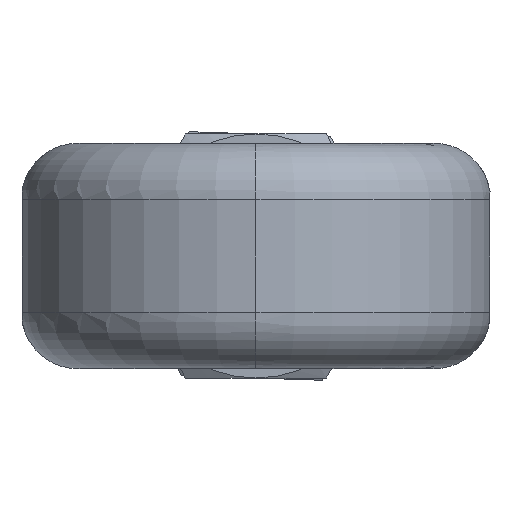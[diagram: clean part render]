
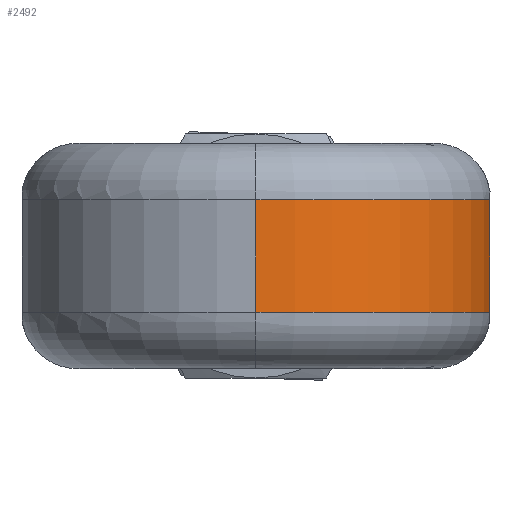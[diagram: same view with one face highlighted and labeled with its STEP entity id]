
A CAD part, left-side view. The second image highlights one B-rep face of the part: STEP entity #2492.
In plain terms, the highlighted cylindrical face has radius 12.5 mm (diameter 25 mm), a partial arc.
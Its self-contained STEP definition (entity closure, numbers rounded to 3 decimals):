
#116 = DIRECTION ( 'NONE',  ( 1., 0., 0. ) ) ;
#280 = AXIS2_PLACEMENT_3D ( 'NONE', #5636, #7376, #8777 ) ;
#909 = CARTESIAN_POINT ( 'NONE',  ( 9.845, -7.703, 2.004 ) ) ;
#1012 = ORIENTED_EDGE ( 'NONE', *, *, #4620, .T. ) ;
#1226 = CARTESIAN_POINT ( 'NONE',  ( -12.5, 0., 6. ) ) ;
#2340 = CARTESIAN_POINT ( 'NONE',  ( 9.926, -7.597, -3. ) ) ;
#2360 = EDGE_CURVE ( 'NONE', #3522, #9476, #2722, .T. ) ;
#2492 = ADVANCED_FACE ( 'NONE', ( #2510 ), #8047, .T. ) ;
#2506 = ORIENTED_EDGE ( 'NONE', *, *, #8251, .T. ) ;
#2510 = FACE_OUTER_BOUND ( 'NONE', #9990, .T. ) ;
#2574 = CARTESIAN_POINT ( 'NONE',  ( -12.5, 0., -3. ) ) ;
#2722 = CIRCLE ( 'NONE', #5848, 12.5 ) ;
#3061 = CARTESIAN_POINT ( 'NONE',  ( 9.834, -7.718, -2.005 ) ) ;
#3522 = VERTEX_POINT ( 'NONE', #2574 ) ;
#3896 = DIRECTION ( 'NONE',  ( 0., 0., 1. ) ) ;
#4126 = CARTESIAN_POINT ( 'NONE',  ( 0., 0., 3. ) ) ;
#4508 = LINE ( 'NONE', #1226, #9924 ) ;
#4620 = EDGE_CURVE ( 'NONE', #9476, #9843, #4748, .T. ) ;
#4748 = B_SPLINE_CURVE_WITH_KNOTS ( 'NONE', 3,
 ( #2340, #3061, #6294, #10150, #6246, #909, #6140, #8603 ),
 .UNSPECIFIED., .F., .F.,
 ( 4, 2, 2, 4 ),
 ( 0., 0.003, 0.005, 0.006 ),
 .UNSPECIFIED. ) ;
#5225 = DIRECTION ( 'NONE',  ( 0., 0., -1. ) ) ;
#5553 = CARTESIAN_POINT ( 'NONE',  ( -12.5, 0., 3. ) ) ;
#5610 = DIRECTION ( 'NONE',  ( 0., 0., -1. ) ) ;
#5636 = CARTESIAN_POINT ( 'NONE',  ( 0., 0., 6. ) ) ;
#5848 = AXIS2_PLACEMENT_3D ( 'NONE', #6256, #3896, #7632 ) ;
#6140 = CARTESIAN_POINT ( 'NONE',  ( 9.88, -7.658, 2.503 ) ) ;
#6246 = CARTESIAN_POINT ( 'NONE',  ( 9.797, -7.763, 1.002 ) ) ;
#6256 = CARTESIAN_POINT ( 'NONE',  ( 0., 0., -3. ) ) ;
#6273 = CARTESIAN_POINT ( 'NONE',  ( 9.926, -7.597, 3. ) ) ;
#6294 = CARTESIAN_POINT ( 'NONE',  ( 9.786, -7.778, -1.007 ) ) ;
#6983 = CARTESIAN_POINT ( 'NONE',  ( 9.926, -7.597, -3. ) ) ;
#7376 = DIRECTION ( 'NONE',  ( 0., 0., -1. ) ) ;
#7490 = EDGE_CURVE ( 'NONE', #9780, #3522, #4508, .T. ) ;
#7628 = AXIS2_PLACEMENT_3D ( 'NONE', #4126, #5610, #116 ) ;
#7632 = DIRECTION ( 'NONE',  ( 1., 0., 0. ) ) ;
#8047 = CYLINDRICAL_SURFACE ( 'NONE', #280, 12.5 ) ;
#8251 = EDGE_CURVE ( 'NONE', #9843, #9780, #9111, .T. ) ;
#8603 = CARTESIAN_POINT ( 'NONE',  ( 9.926, -7.597, 3. ) ) ;
#8777 = DIRECTION ( 'NONE',  ( -1., 0., 0. ) ) ;
#9111 = CIRCLE ( 'NONE', #7628, 12.5 ) ;
#9476 = VERTEX_POINT ( 'NONE', #6983 ) ;
#9612 = ORIENTED_EDGE ( 'NONE', *, *, #7490, .T. ) ;
#9731 = ORIENTED_EDGE ( 'NONE', *, *, #2360, .T. ) ;
#9780 = VERTEX_POINT ( 'NONE', #5553 ) ;
#9843 = VERTEX_POINT ( 'NONE', #6273 ) ;
#9924 = VECTOR ( 'NONE', #5225, 1000. ) ;
#9990 = EDGE_LOOP ( 'NONE', ( #2506, #9612, #9731, #1012 ) ) ;
#10150 = CARTESIAN_POINT ( 'NONE',  ( 9.785, -7.778, 0.498 ) ) ;
